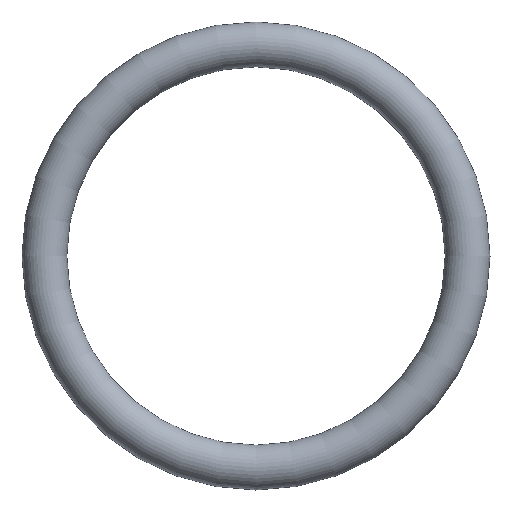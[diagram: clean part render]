
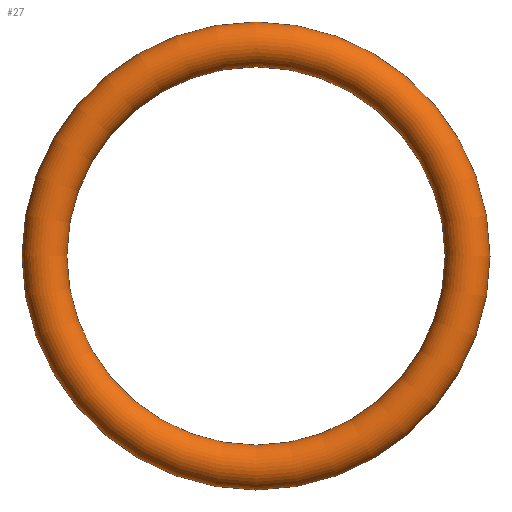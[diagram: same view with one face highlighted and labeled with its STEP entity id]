
A CAD part, front view. The second image highlights one B-rep face of the part: STEP entity #27.
In plain terms, the highlighted toroidal (fillet/blend) face has major radius 6.6 mm and minor radius 0.7 mm.
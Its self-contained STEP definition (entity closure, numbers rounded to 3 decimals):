
#15=FACE_OUTER_BOUND('',#16,.T.);
#16=EDGE_LOOP('',(#22,#23,#24,#25));
#17=CIRCLE('',#52,0.7);
#18=CIRCLE('',#53,5.9);
#19=VERTEX_POINT('',#64);
#20=EDGE_CURVE('',#19,#19,#17,.T.);
#21=EDGE_CURVE('',#19,#19,#18,.T.);
#22=ORIENTED_EDGE('',*,*,#20,.F.);
#23=ORIENTED_EDGE('',*,*,#21,.T.);
#24=ORIENTED_EDGE('',*,*,#20,.T.);
#25=ORIENTED_EDGE('',*,*,#21,.F.);
#26=TOROIDAL_SURFACE('',#51,6.6,0.7);
#27=ADVANCED_FACE('',(#15),#26,.T.);
#51=AXIS2_PLACEMENT_3D('',#63,#56,#57);
#52=AXIS2_PLACEMENT_3D('',#65,#58,#59);
#53=AXIS2_PLACEMENT_3D('',#66,#60,#61);
#56=DIRECTION('center_axis',(0.,1.,0.));
#57=DIRECTION('ref_axis',(0.,0.,1.));
#58=DIRECTION('center_axis',(-1.,0.,0.));
#59=DIRECTION('ref_axis',(0.,0.,-1.));
#60=DIRECTION('center_axis',(0.,-1.,0.));
#61=DIRECTION('ref_axis',(0.,0.,1.));
#63=CARTESIAN_POINT('Origin',(0.,0.,0.));
#64=CARTESIAN_POINT('',(0.,0.,-5.9));
#65=CARTESIAN_POINT('Origin',(0.,0.,-6.6));
#66=CARTESIAN_POINT('Origin',(0.,0.,0.));
